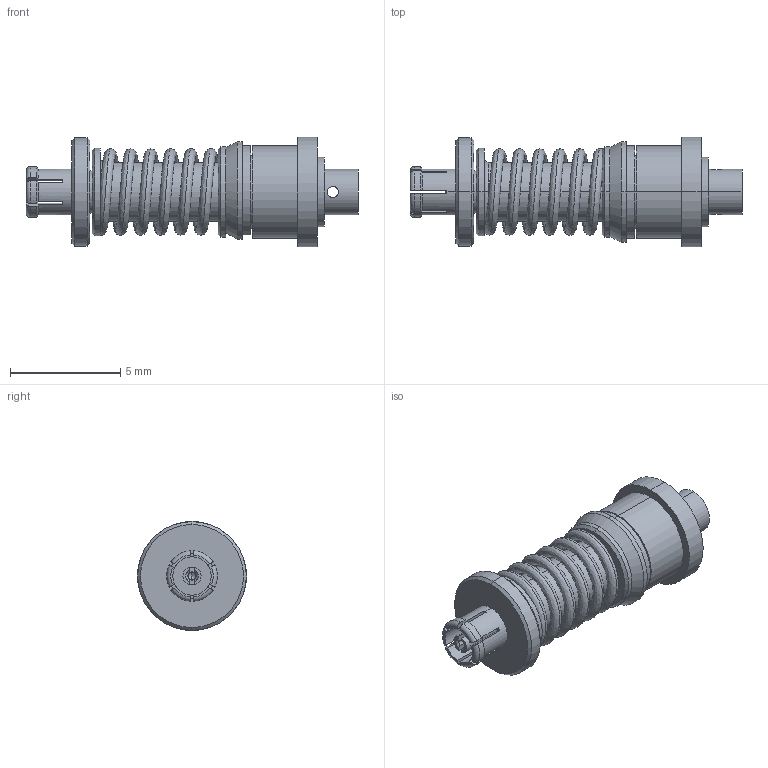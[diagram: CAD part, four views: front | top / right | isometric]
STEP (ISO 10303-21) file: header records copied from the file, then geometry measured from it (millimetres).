
FILE_DESCRIPTION (( 'STEP AP214' ), '1' );
FILE_NAME ('3221-40071.STEP', '2018-10-16T20:20:59', ( '' ), ( '' ), 'SwSTEP 2.0', 'SolidWorks 2016', '' );
FILE_SCHEMA (( 'AUTOMOTIVE_DESIGN' ));
Length unit declared in the file: inch
Products named in the file (1): 3221-40071
Bounding box: 15.06 x 4.95 x 4.95 mm (x, y, z)
Volume: 133.7 mm3; surface area: 390.4 mm2
Topology: 1 solids, 1 shells, 138 faces, 356 edges, 228 vertices
Faces by surface type: plane 54, cylinder 51, cone 23, torus 8, bspline 2
Entity records: 7301 total; most frequent: CARTESIAN_POINT 2158, DIRECTION 732, ORIENTED_EDGE 708, EDGE_CURVE 354, AXIS2_PLACEMENT_3D 290, VERTEX_POINT 228, EDGE_LOOP 154, CIRCLE 153
